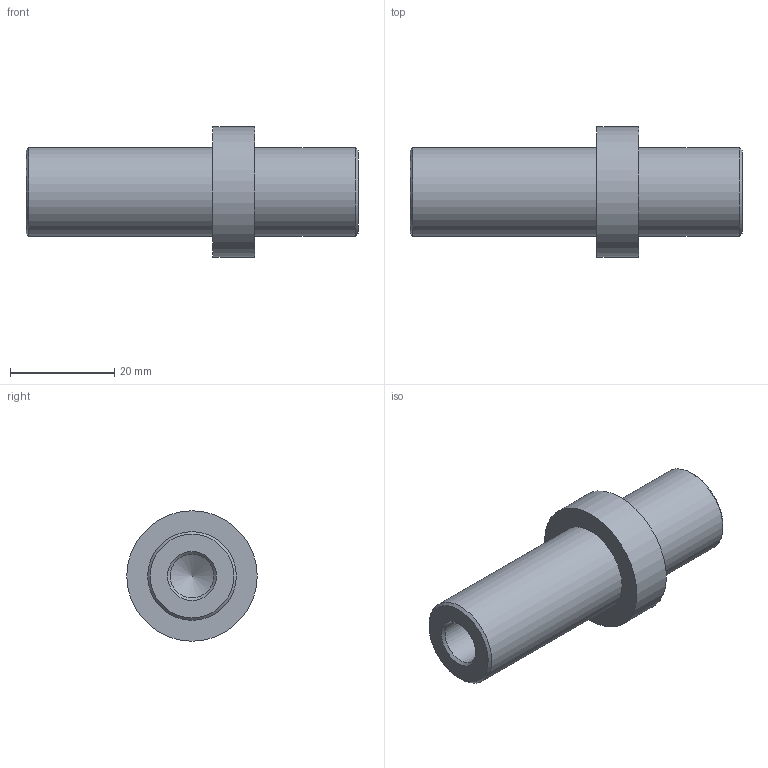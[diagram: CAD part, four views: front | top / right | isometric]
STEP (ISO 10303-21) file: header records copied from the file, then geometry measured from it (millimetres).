
FILE_DESCRIPTION(/* description */ (''),/* implementation_level */ '2;1');
FILE_NAME(/* name */ '820301.stp',/* time_stamp */ '2014-03-15T11:07:17+01:00',/* author */ ('jank'),/* organization */ ('Alutec K&K'),/* preprocessor_version */ 'ST-DEVELOPER v15.2',/* originating_system */ 'Autodesk Inventor 2014',/* authorisation */ '');
FILE_SCHEMA (('AUTOMOTIVE_DESIGN { 1 0 10303 214 3 1 1 }'));
Length unit declared in the file: millimetre
Products named in the file (1): 820301
Bounding box: 63.6 x 25 x 25 mm (x, y, z)
Volume: 13900 mm3; surface area: 5761.6 mm2
Topology: 1 solids, 1 shells, 15 faces, 27 edges, 16 vertices
Faces by surface type: cone 6, cylinder 5, plane 4
Full cylindrical faces by diameter (mm): 8.376 x2, 17 x2, 25 x1
Entity records: 322 total; most frequent: DIRECTION 60, CARTESIAN_POINT 44, AXIS2_PLACEMENT_3D 30, EDGE_LOOP 28, ORIENTED_EDGE 28, FACE_OUTER_BOUND 15, ADVANCED_FACE 15, CIRCLE 14
